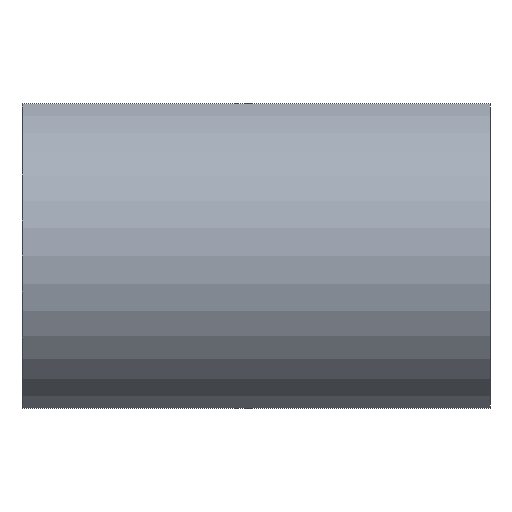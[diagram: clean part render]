
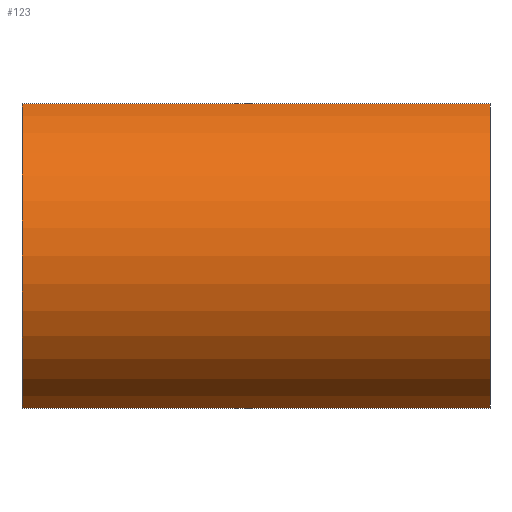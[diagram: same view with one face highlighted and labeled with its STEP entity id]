
A CAD part, front view. The second image highlights one B-rep face of the part: STEP entity #123.
In plain terms, the highlighted cylindrical face has radius 17.5 mm (diameter 35 mm), a partial arc.
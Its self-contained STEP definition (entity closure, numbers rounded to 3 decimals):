
#17=CYLINDRICAL_SURFACE('',#149,17.5);
#24=FACE_OUTER_BOUND('',#32,.T.);
#32=EDGE_LOOP('',(#102,#103,#104,#105));
#37=CIRCLE('',#142,17.5);
#41=CIRCLE('',#150,17.5);
#48=LINE('',#215,#57);
#49=LINE('',#219,#58);
#57=VECTOR('',#179,10.);
#58=VECTOR('',#184,10.);
#60=VERTEX_POINT('',#192);
#63=VERTEX_POINT('',#197);
#68=VERTEX_POINT('',#213);
#69=VERTEX_POINT('',#217);
#73=EDGE_CURVE('',#63,#60,#37,.T.);
#81=EDGE_CURVE('',#63,#68,#48,.T.);
#82=EDGE_CURVE('',#69,#68,#41,.T.);
#83=EDGE_CURVE('',#60,#69,#49,.T.);
#102=ORIENTED_EDGE('',*,*,#81,.T.);
#103=ORIENTED_EDGE('',*,*,#82,.F.);
#104=ORIENTED_EDGE('',*,*,#83,.F.);
#105=ORIENTED_EDGE('',*,*,#73,.F.);
#123=ADVANCED_FACE('',(#24),#17,.T.);
#142=AXIS2_PLACEMENT_3D('',#199,#161,#162);
#149=AXIS2_PLACEMENT_3D('',#216,#180,#181);
#150=AXIS2_PLACEMENT_3D('',#218,#182,#183);
#161=DIRECTION('center_axis',(1.,0.,0.));
#162=DIRECTION('ref_axis',(0.,-0.371,-0.929));
#179=DIRECTION('',(-1.,0.,0.));
#180=DIRECTION('center_axis',(-1.,0.,0.));
#181=DIRECTION('ref_axis',(0.,-0.371,-0.929));
#182=DIRECTION('center_axis',(-1.,0.,0.));
#183=DIRECTION('ref_axis',(0.,-0.371,-0.929));
#184=DIRECTION('',(-1.,0.,0.));
#192=CARTESIAN_POINT('',(11.818,5.267,-1.75));
#197=CARTESIAN_POINT('',(11.818,5.267,30.75));
#199=CARTESIAN_POINT('Origin',(11.818,11.762,14.5));
#213=CARTESIAN_POINT('',(-38.182,5.267,30.75));
#215=CARTESIAN_POINT('',(-3.182,5.267,30.75));
#216=CARTESIAN_POINT('Origin',(-3.182,11.762,14.5));
#217=CARTESIAN_POINT('',(-38.182,5.267,-1.75));
#218=CARTESIAN_POINT('Origin',(-38.182,11.762,14.5));
#219=CARTESIAN_POINT('',(-3.182,5.267,-1.75));
